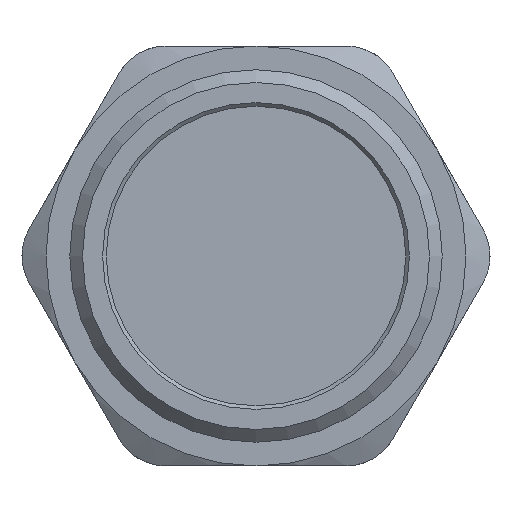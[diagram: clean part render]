
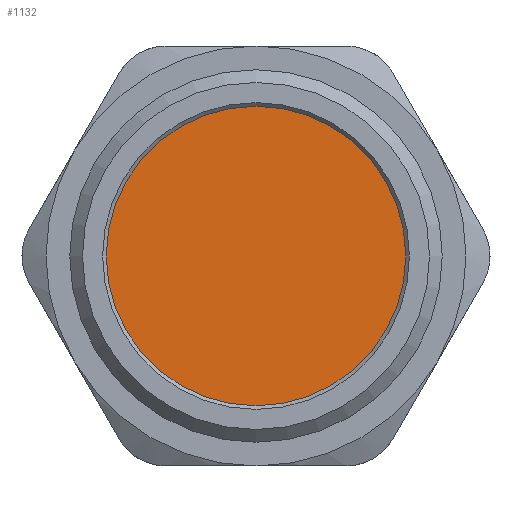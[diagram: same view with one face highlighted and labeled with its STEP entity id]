
A CAD part, front view. The second image highlights one B-rep face of the part: STEP entity #1132.
In plain terms, the highlighted planar face has unit normal (0, -1, 0).
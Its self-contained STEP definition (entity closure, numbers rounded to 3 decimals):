
#127=FACE_OUTER_BOUND('',#197,.T.);
#197=EDGE_LOOP('',(#717));
#392=CIRCLE('',#1233,8.2);
#445=VERTEX_POINT('',#1661);
#551=EDGE_CURVE('',#445,#445,#392,.T.);
#717=ORIENTED_EDGE('',*,*,#551,.F.);
#1037=PLANE('',#1232);
#1132=ADVANCED_FACE('',(#127),#1037,.F.);
#1232=AXIS2_PLACEMENT_3D('',#1660,#1366,#1367);
#1233=AXIS2_PLACEMENT_3D('',#1662,#1368,#1369);
#1366=DIRECTION('center_axis',(0.,1.,0.));
#1367=DIRECTION('ref_axis',(0.,0.,1.));
#1368=DIRECTION('center_axis',(0.,1.,0.));
#1369=DIRECTION('ref_axis',(1.,0.,0.));
#1660=CARTESIAN_POINT('Origin',(-3.715,-11.243,0.));
#1661=CARTESIAN_POINT('',(-11.915,-11.243,0.));
#1662=CARTESIAN_POINT('Origin',(-3.715,-11.243,0.));
